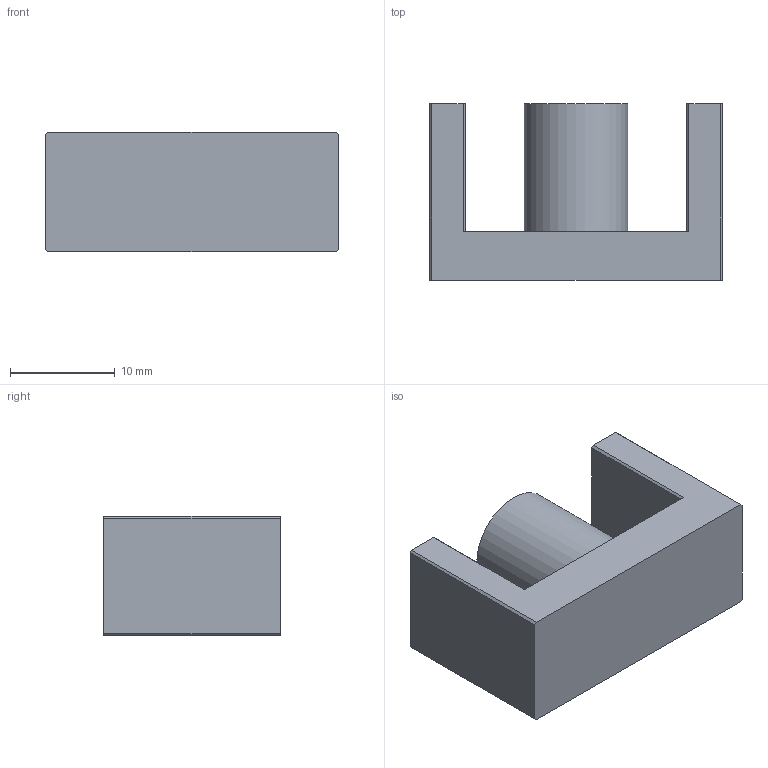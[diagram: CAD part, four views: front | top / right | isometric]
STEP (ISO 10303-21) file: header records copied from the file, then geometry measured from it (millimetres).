
FILE_DESCRIPTION (( 'STEP AP214' ), '1' );
FILE_NAME ('ERL 28.step', '2018-04-25T18:30:57', ( '' ), ( '' ), 'SwSTEP 2.0', 'SolidWorks 2017', '' );
FILE_SCHEMA (( 'AUTOMOTIVE_DESIGN' ));
Length unit declared in the file: millimetre
Products named in the file (1): ERL 28
Bounding box: 28 x 16.9 x 11.4 mm (x, y, z)
Volume: 3374.5 mm3; surface area: 2097.2 mm2
Topology: 1 solids, 1 shells, 20 faces, 51 edges, 34 vertices
Faces by surface type: plane 19, cylinder 1
Full cylindrical faces by diameter (mm): 9.9 x1
Entity records: 626 total; most frequent: CARTESIAN_POINT 105, ORIENTED_EDGE 100, DIRECTION 94, EDGE_CURVE 50, LINE 48, VECTOR 48, VERTEX_POINT 34, AXIS2_PLACEMENT_3D 23
